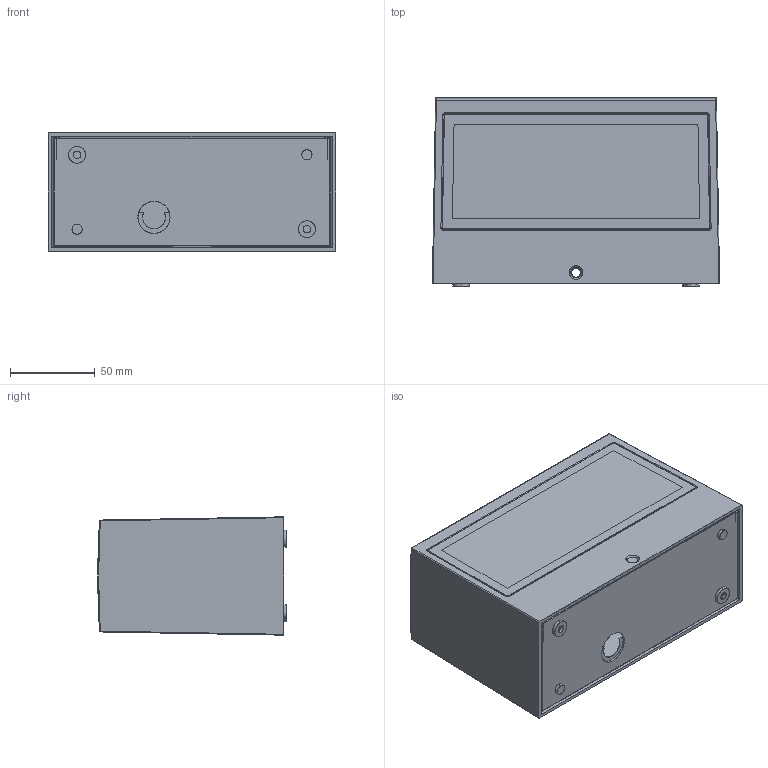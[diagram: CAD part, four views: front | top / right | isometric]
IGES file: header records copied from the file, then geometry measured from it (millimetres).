
Start section: SolidWorks IGES file using analytic representation for surfaces
Global section: file name: NEMESIS 170.IGS; native system: SolidWorks 2017; preprocessor: SolidWorks 2017; author: jorovira; date: 171020.120126; units: millimetre
Bounding box: 170 x 111.5 x 70 mm (x, y, z)
Surface area: 137588.8 mm2 (no closed solid volume)
Topology: 0 solids, 0 shells, 134 faces, 1815 edges, 1813 vertices
Faces by surface type: revolution 69, bspline 65
